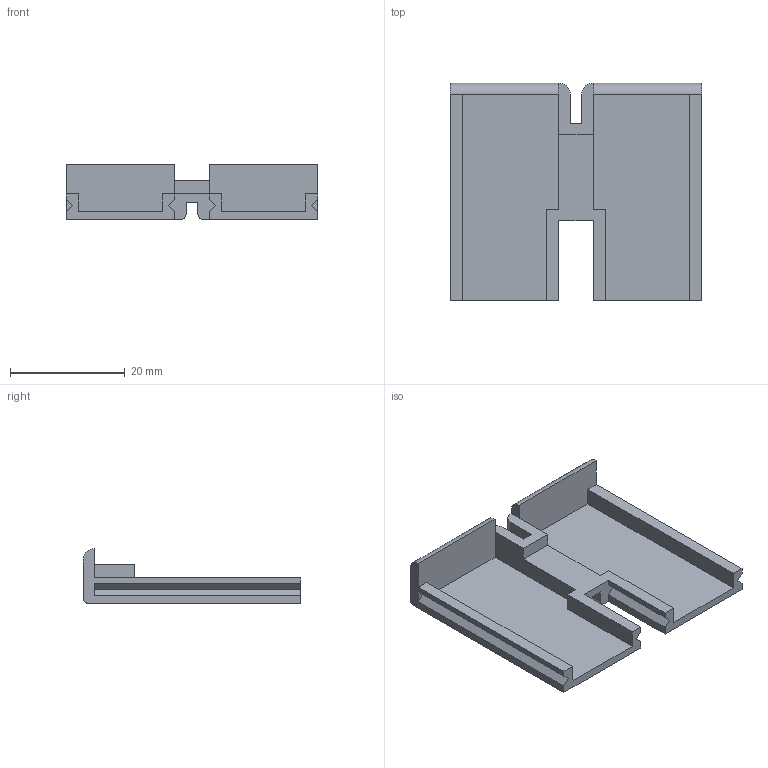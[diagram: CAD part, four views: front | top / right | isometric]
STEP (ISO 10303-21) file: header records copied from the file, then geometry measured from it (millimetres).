
FILE_DESCRIPTION(/* description */ (''),/* implementation_level */ '2;1');
FILE_NAME(/* name */ 'feet_bottom.step',/* time_stamp */ '2023-08-10T10:23:23+09:00',/* author */ (''),/* organization */ (''),/* preprocessor_version */ 'ST-DEVELOPER v19.2',/* originating_system */ 'Autodesk Translation Framework v12.6.0.85',/* authorisation */ '');
FILE_SCHEMA (('AUTOMOTIVE_DESIGN { 1 0 10303 214 3 1 1 }'));
Length unit declared in the file: millimetre
Products named in the file (1): feet_bottom
Bounding box: 44 x 38 x 9.6 mm (x, y, z)
Volume: 3718.4 mm3; surface area: 5152.7 mm2
Topology: 1 solids, 1 shells, 58 faces, 160 edges, 104 vertices
Faces by surface type: plane 47, cylinder 9, bspline 2
Entity records: 1860 total; most frequent: CARTESIAN_POINT 339, ORIENTED_EDGE 320, DIRECTION 293, EDGE_CURVE 160, LINE 141, VECTOR 141, VERTEX_POINT 104, AXIS2_PLACEMENT_3D 76
